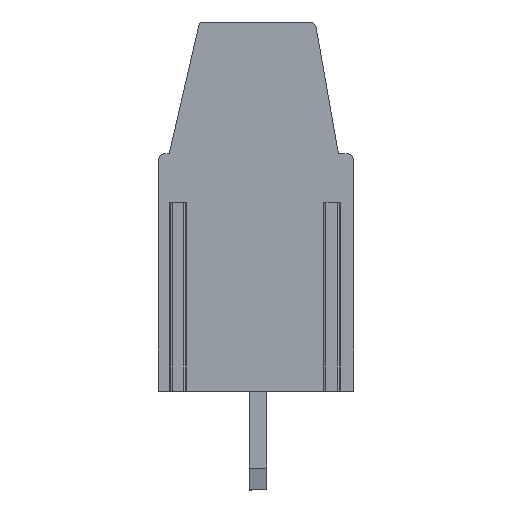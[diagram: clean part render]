
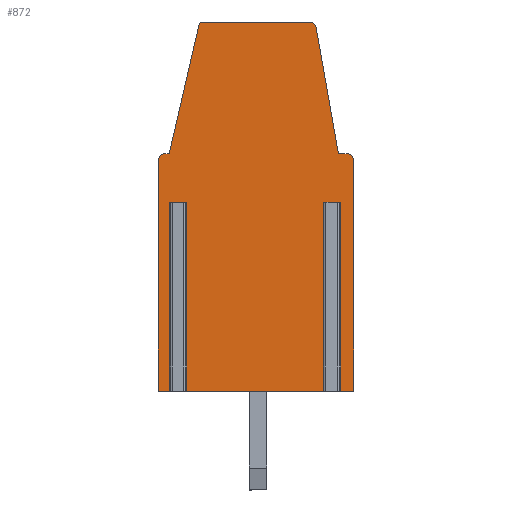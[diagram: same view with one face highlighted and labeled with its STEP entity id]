
A CAD part, left-side view. The second image highlights one B-rep face of the part: STEP entity #872.
In plain terms, the highlighted planar face has unit normal (-1, 0, 0).
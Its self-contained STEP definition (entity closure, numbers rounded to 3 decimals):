
#872 = ADVANCED_FACE( '', ( #2040 ), #2041, .T. );
#2040 = FACE_OUTER_BOUND( '', #3517, .T. );
#2041 = PLANE( '', #3518 );
#3517 = EDGE_LOOP( '', ( #6102, #6103, #6104, #6105, #6106, #6107, #6108, #6109, #6110, #6111, #6112, #6113, #6114, #6115, #6116, #6117, #6118, #6119, #6120, #6121 ) );
#3518 = AXIS2_PLACEMENT_3D( '', #6122, #6123, #6124 );
#6102 = ORIENTED_EDGE( '', *, *, #9295, .F. );
#6103 = ORIENTED_EDGE( '', *, *, #8842, .T. );
#6104 = ORIENTED_EDGE( '', *, *, #9296, .T. );
#6105 = ORIENTED_EDGE( '', *, *, #9297, .T. );
#6106 = ORIENTED_EDGE( '', *, *, #9298, .T. );
#6107 = ORIENTED_EDGE( '', *, *, #9299, .T. );
#6108 = ORIENTED_EDGE( '', *, *, #9300, .F. );
#6109 = ORIENTED_EDGE( '', *, *, #9301, .T. );
#6110 = ORIENTED_EDGE( '', *, *, #8400, .F. );
#6111 = ORIENTED_EDGE( '', *, *, #9302, .T. );
#6112 = ORIENTED_EDGE( '', *, *, #8692, .T. );
#6113 = ORIENTED_EDGE( '', *, *, #9303, .T. );
#6114 = ORIENTED_EDGE( '', *, *, #9304, .T. );
#6115 = ORIENTED_EDGE( '', *, *, #9305, .T. );
#6116 = ORIENTED_EDGE( '', *, *, #8910, .T. );
#6117 = ORIENTED_EDGE( '', *, *, #9306, .T. );
#6118 = ORIENTED_EDGE( '', *, *, #9307, .T. );
#6119 = ORIENTED_EDGE( '', *, *, #9161, .T. );
#6120 = ORIENTED_EDGE( '', *, *, #8725, .T. );
#6121 = ORIENTED_EDGE( '', *, *, #9308, .T. );
#6122 = CARTESIAN_POINT( '', ( 169.737, 174.598, 0. ) );
#6123 = DIRECTION( '', ( -1., 0., 0. ) );
#6124 = DIRECTION( '', ( 0., -1., 0. ) );
#8400 = EDGE_CURVE( '', #9983, #9978, #9985, .T. );
#8692 = EDGE_CURVE( '', #10498, #10496, #10499, .T. );
#8725 = EDGE_CURVE( '', #10552, #10550, #10553, .T. );
#8842 = EDGE_CURVE( '', #10751, #10748, #10752, .T. );
#8910 = EDGE_CURVE( '', #10861, #10859, #10862, .T. );
#9161 = EDGE_CURVE( '', #11261, #10552, #11262, .T. );
#9295 = EDGE_CURVE( '', #10751, #11447, #11448, .F. );
#9296 = EDGE_CURVE( '', #10748, #11449, #11450, .F. );
#9297 = EDGE_CURVE( '', #11449, #11451, #11452, .T. );
#9298 = EDGE_CURVE( '', #11451, #11453, #11454, .T. );
#9299 = EDGE_CURVE( '', #11453, #11455, #11456, .T. );
#9300 = EDGE_CURVE( '', #11457, #11455, #11458, .T. );
#9301 = EDGE_CURVE( '', #11457, #9978, #11459, .T. );
#9302 = EDGE_CURVE( '', #9983, #10498, #11460, .T. );
#9303 = EDGE_CURVE( '', #10496, #11461, #11462, .T. );
#9304 = EDGE_CURVE( '', #11461, #11463, #11464, .T. );
#9305 = EDGE_CURVE( '', #11463, #10861, #11465, .T. );
#9306 = EDGE_CURVE( '', #10859, #11466, #11467, .T. );
#9307 = EDGE_CURVE( '', #11466, #11261, #11468, .T. );
#9308 = EDGE_CURVE( '', #10550, #11447, #11469, .T. );
#9978 = VERTEX_POINT( '', #12300 );
#9983 = VERTEX_POINT( '', #12307 );
#9985 = LINE( '', #12310, #12311 );
#10496 = VERTEX_POINT( '', #13014 );
#10498 = VERTEX_POINT( '', #13017 );
#10499 = LINE( '', #13018, #13019 );
#10550 = VERTEX_POINT( '', #13091 );
#10552 = VERTEX_POINT( '', #13094 );
#10553 = LINE( '', #13095, #13096 );
#10748 = VERTEX_POINT( '', #13374 );
#10751 = VERTEX_POINT( '', #13377 );
#10752 = LINE( '', #13378, #13379 );
#10859 = VERTEX_POINT( '', #13535 );
#10861 = VERTEX_POINT( '', #13538 );
#10862 = CIRCLE( '', #13539, 0.2 );
#11261 = VERTEX_POINT( '', #14085 );
#11262 = CIRCLE( '', #14086, 0.3 );
#11447 = VERTEX_POINT( '', #14348 );
#11448 = LINE( '', #14349, #14350 );
#11449 = VERTEX_POINT( '', #14351 );
#11450 = LINE( '', #14352, #14353 );
#11451 = VERTEX_POINT( '', #14354 );
#11452 = LINE( '', #14355, #14356 );
#11453 = VERTEX_POINT( '', #14357 );
#11454 = LINE( '', #14358, #14359 );
#11455 = VERTEX_POINT( '', #14360 );
#11456 = LINE( '', #14361, #14362 );
#11457 = VERTEX_POINT( '', #14363 );
#11458 = LINE( '', #14364, #14365 );
#11459 = LINE( '', #14366, #14367 );
#11460 = CIRCLE( '', #14368, 0.3 );
#11461 = VERTEX_POINT( '', #14369 );
#11462 = LINE( '', #14370, #14371 );
#11463 = VERTEX_POINT( '', #14372 );
#11464 = CIRCLE( '', #14373, 0.3 );
#11465 = LINE( '', #14374, #14375 );
#11466 = VERTEX_POINT( '', #14376 );
#11467 = LINE( '', #14377, #14378 );
#11468 = LINE( '', #14379, #14380 );
#11469 = LINE( '', #14381, #14382 );
#12300 = CARTESIAN_POINT( '', ( 169.737, 167.148, 0. ) );
#12307 = CARTESIAN_POINT( '', ( 169.737, 167.148, 10.5 ) );
#12310 = CARTESIAN_POINT( '', ( 169.737, 167.148, 5.1 ) );
#12311 = VECTOR( '', #15434, 1000. );
#13014 = CARTESIAN_POINT( '', ( 169.737, 167.848, 10.8 ) );
#13017 = CARTESIAN_POINT( '', ( 169.737, 167.448, 10.8 ) );
#13018 = CARTESIAN_POINT( '', ( 169.737, 167.848, 10.8 ) );
#13019 = VECTOR( '', #15751, 1000. );
#13091 = CARTESIAN_POINT( '', ( 169.737, 176.048, 0. ) );
#13094 = CARTESIAN_POINT( '', ( 169.737, 176.048, 10.5 ) );
#13095 = CARTESIAN_POINT( '', ( 169.737, 176.048, 0. ) );
#13096 = VECTOR( '', #15789, 1000. );
#13374 = CARTESIAN_POINT( '', ( 169.737, 174.818, 8.6 ) );
#13377 = CARTESIAN_POINT( '', ( 169.737, 175.478, 8.6 ) );
#13378 = CARTESIAN_POINT( '', ( 169.737, 174.818, 8.6 ) );
#13379 = VECTOR( '', #15915, 1000. );
#13535 = CARTESIAN_POINT( '', ( 169.737, 174.199, 16.645 ) );
#13538 = CARTESIAN_POINT( '', ( 169.737, 174.004, 16.8 ) );
#13539 = AXIS2_PLACEMENT_3D( '', #15974, #15975, #15976 );
#14085 = CARTESIAN_POINT( '', ( 169.737, 175.748, 10.8 ) );
#14086 = AXIS2_PLACEMENT_3D( '', #16272, #16273, #16274 );
#14348 = CARTESIAN_POINT( '', ( 169.737, 175.478, 0. ) );
#14349 = CARTESIAN_POINT( '', ( 169.737, 175.478, 0. ) );
#14350 = VECTOR( '', #16399, 1000. );
#14351 = CARTESIAN_POINT( '', ( 169.737, 174.818, 0. ) );
#14352 = CARTESIAN_POINT( '', ( 169.737, 174.818, 0. ) );
#14353 = VECTOR( '', #16400, 1000. );
#14354 = CARTESIAN_POINT( '', ( 169.737, 168.478, 0. ) );
#14355 = CARTESIAN_POINT( '', ( 169.737, 167.133, 0. ) );
#14356 = VECTOR( '', #16401, 1000. );
#14357 = CARTESIAN_POINT( '', ( 169.737, 168.478, 8.6 ) );
#14358 = CARTESIAN_POINT( '', ( 169.737, 168.478, 0. ) );
#14359 = VECTOR( '', #16402, 1000. );
#14360 = CARTESIAN_POINT( '', ( 169.737, 167.818, 8.6 ) );
#14361 = CARTESIAN_POINT( '', ( 169.737, 167.818, 8.6 ) );
#14362 = VECTOR( '', #16403, 1000. );
#14363 = CARTESIAN_POINT( '', ( 169.737, 167.818, 0. ) );
#14364 = CARTESIAN_POINT( '', ( 169.737, 167.818, 0. ) );
#14365 = VECTOR( '', #16404, 1000. );
#14366 = CARTESIAN_POINT( '', ( 169.737, 167.133, 0. ) );
#14367 = VECTOR( '', #16405, 1000. );
#14368 = AXIS2_PLACEMENT_3D( '', #16406, #16407, #16408 );
#14369 = CARTESIAN_POINT( '', ( 169.737, 168.863, 16.552 ) );
#14370 = CARTESIAN_POINT( '', ( 169.737, 168.863, 16.552 ) );
#14371 = VECTOR( '', #16409, 1000. );
#14372 = CARTESIAN_POINT( '', ( 169.737, 169.158, 16.8 ) );
#14373 = AXIS2_PLACEMENT_3D( '', #16410, #16411, #16412 );
#14374 = CARTESIAN_POINT( '', ( 169.737, 174.004, 16.8 ) );
#14375 = VECTOR( '', #16413, 1000. );
#14376 = CARTESIAN_POINT( '', ( 169.737, 175.548, 10.8 ) );
#14377 = CARTESIAN_POINT( '', ( 169.737, 175.548, 10.8 ) );
#14378 = VECTOR( '', #16414, 1000. );
#14379 = CARTESIAN_POINT( '', ( 169.737, 175.748, 10.8 ) );
#14380 = VECTOR( '', #16415, 1000. );
#14381 = CARTESIAN_POINT( '', ( 169.737, 167.133, 0. ) );
#14382 = VECTOR( '', #16416, 1000. );
#15434 = DIRECTION( '', ( 0., 0., -1. ) );
#15751 = DIRECTION( '', ( 0., 1., 0. ) );
#15789 = DIRECTION( '', ( 0., 0., -1. ) );
#15915 = DIRECTION( '', ( 0., -1., 0. ) );
#15974 = CARTESIAN_POINT( '', ( 169.737, 174.004, 16.6 ) );
#15975 = DIRECTION( '', ( -1., 0., 0. ) );
#15976 = DIRECTION( '', ( 0., 0., 1. ) );
#16272 = CARTESIAN_POINT( '', ( 169.737, 175.748, 10.5 ) );
#16273 = DIRECTION( '', ( -1., 0., 0. ) );
#16274 = DIRECTION( '', ( 0., 0., 1. ) );
#16399 = DIRECTION( '', ( 0., 0., 1. ) );
#16400 = DIRECTION( '', ( 0., 0., 1. ) );
#16401 = DIRECTION( '', ( 0., -1., 0. ) );
#16402 = DIRECTION( '', ( 0., 0., 1. ) );
#16403 = DIRECTION( '', ( 0., -1., 0. ) );
#16404 = DIRECTION( '', ( 0., 0., 1. ) );
#16405 = DIRECTION( '', ( 0., -1., 0. ) );
#16406 = CARTESIAN_POINT( '', ( 169.737, 167.448, 10.5 ) );
#16407 = DIRECTION( '', ( -1., 0., 0. ) );
#16408 = DIRECTION( '', ( 0., 0., 1. ) );
#16409 = DIRECTION( '', ( 0., 0.174, 0.985 ) );
#16410 = CARTESIAN_POINT( '', ( 169.737, 169.158, 16.5 ) );
#16411 = DIRECTION( '', ( -1., 0., 0. ) );
#16412 = DIRECTION( '', ( 0., 0., 1. ) );
#16413 = DIRECTION( '', ( 0., 1., 0. ) );
#16414 = DIRECTION( '', ( 0., 0.225, -0.974 ) );
#16415 = DIRECTION( '', ( 0., 1., 0. ) );
#16416 = DIRECTION( '', ( 0., -1., 0. ) );
